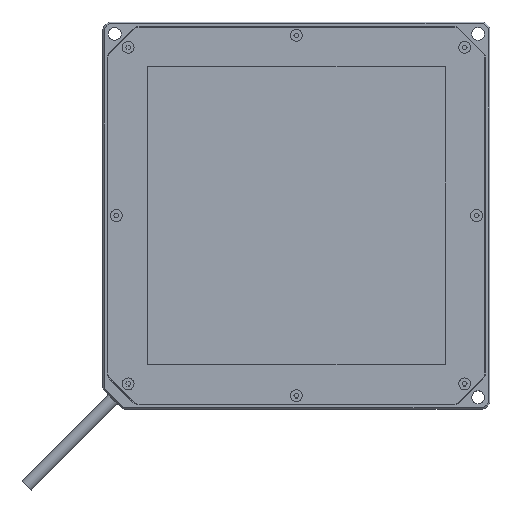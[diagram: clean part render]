
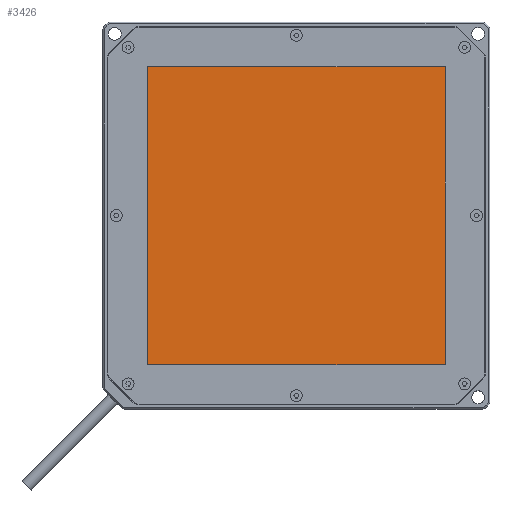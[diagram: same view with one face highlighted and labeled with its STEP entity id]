
A CAD part, top view. The second image highlights one B-rep face of the part: STEP entity #3426.
In plain terms, the highlighted planar face has unit normal (0, 0, 1).
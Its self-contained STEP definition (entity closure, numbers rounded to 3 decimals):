
#146=LINE('',#5092,#536);
#147=LINE('',#5094,#537);
#148=LINE('',#5096,#538);
#149=LINE('',#5097,#539);
#536=VECTOR('',#4121,100.);
#537=VECTOR('',#4122,100.);
#538=VECTOR('',#4123,100.);
#539=VECTOR('',#4124,100.);
#852=PLANE('',#3645);
#1061=FACE_OUTER_BOUND('',#1275,.T.);
#1275=EDGE_LOOP('',(#2518,#2519,#2520,#2521));
#1618=VERTEX_POINT('',#5090);
#1619=VERTEX_POINT('',#5091);
#1620=VERTEX_POINT('',#5093);
#1621=VERTEX_POINT('',#5095);
#1962=EDGE_CURVE('',#1618,#1619,#146,.T.);
#1963=EDGE_CURVE('',#1619,#1620,#147,.T.);
#1964=EDGE_CURVE('',#1620,#1621,#148,.T.);
#1965=EDGE_CURVE('',#1621,#1618,#149,.T.);
#2518=ORIENTED_EDGE('',*,*,#1962,.T.);
#2519=ORIENTED_EDGE('',*,*,#1963,.T.);
#2520=ORIENTED_EDGE('',*,*,#1964,.T.);
#2521=ORIENTED_EDGE('',*,*,#1965,.T.);
#3426=ADVANCED_FACE('',(#1061),#852,.T.);
#3645=AXIS2_PLACEMENT_3D('',#5089,#4119,#4120);
#4119=DIRECTION('center_axis',(0.,0.,1.));
#4120=DIRECTION('ref_axis',(1.,0.,0.));
#4121=DIRECTION('',(0.,1.,0.));
#4122=DIRECTION('',(-1.,0.,0.));
#4123=DIRECTION('',(0.,-1.,0.));
#4124=DIRECTION('',(1.,0.,0.));
#5089=CARTESIAN_POINT('Origin',(65.,65.,11.9));
#5090=CARTESIAN_POINT('',(115.,15.,11.9));
#5091=CARTESIAN_POINT('',(115.,115.,11.9));
#5092=CARTESIAN_POINT('',(115.,15.,11.9));
#5093=CARTESIAN_POINT('',(15.,115.,11.9));
#5094=CARTESIAN_POINT('',(115.,115.,11.9));
#5095=CARTESIAN_POINT('',(15.,15.,11.9));
#5096=CARTESIAN_POINT('',(15.,115.,11.9));
#5097=CARTESIAN_POINT('',(15.,15.,11.9));
